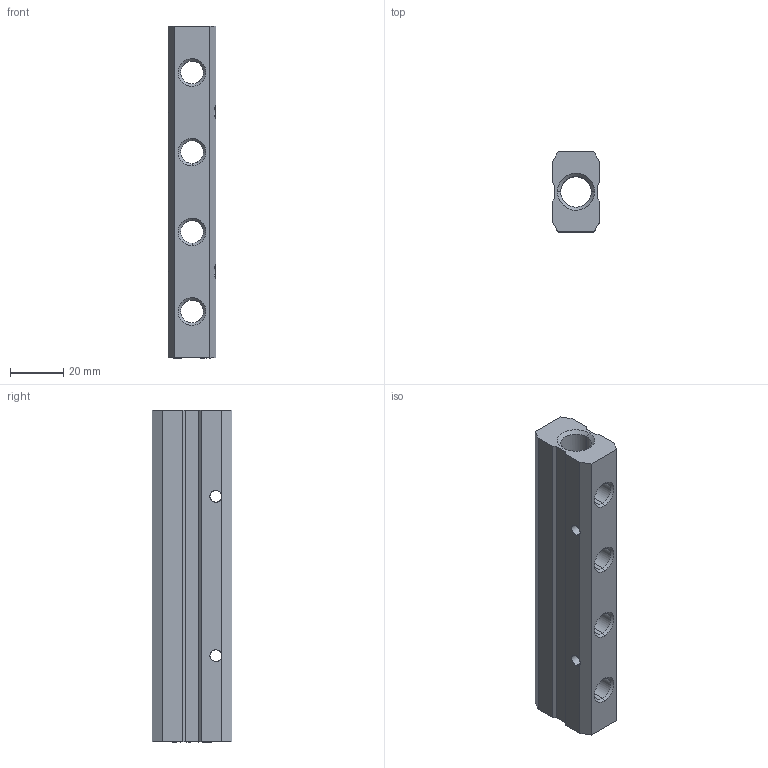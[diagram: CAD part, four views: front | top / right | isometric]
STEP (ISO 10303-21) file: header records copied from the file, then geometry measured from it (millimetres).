
FILE_DESCRIPTION (( 'STEP AP214' ), '1' );
FILE_NAME ('DRF.2F02.4F01_K.STEP', '2018-09-03T09:01:23', ( '' ), ( '' ), 'SwSTEP 2.0', 'SolidWorks 2018', '' );
FILE_SCHEMA (( 'AUTOMOTIVE_DESIGN' ));
Length unit declared in the file: millimetre
Products named in the file (1): DRF.2F02.4F01_K
Bounding box: 18 x 30 x 125 mm (x, y, z)
Volume: 45227.1 mm3; surface area: 18311.6 mm2
Topology: 1 solids, 1 shells, 70 faces, 186 edges, 116 vertices
Faces by surface type: cylinder 30, cone 20, plane 20
Entity records: 6036 total; most frequent: CARTESIAN_POINT 4143, ORIENTED_EDGE 372, DIRECTION 284, EDGE_CURVE 186, VERTEX_POINT 116, VECTOR 102, LINE 102, AXIS2_PLACEMENT_3D 91
